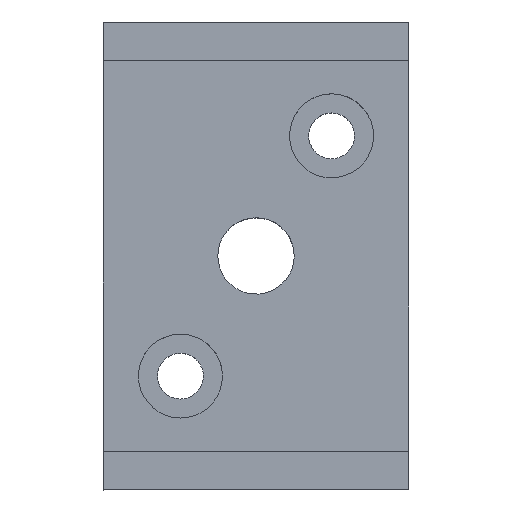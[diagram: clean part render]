
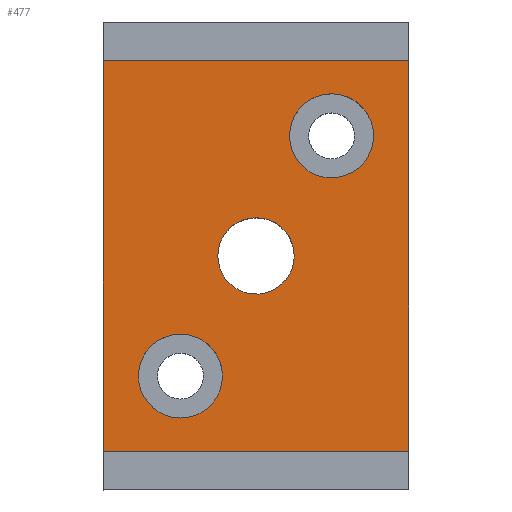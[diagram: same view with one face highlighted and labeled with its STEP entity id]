
A CAD part, top view. The second image highlights one B-rep face of the part: STEP entity #477.
In plain terms, the highlighted planar face has unit normal (0, 0, 1).
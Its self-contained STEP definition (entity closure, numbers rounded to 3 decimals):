
#32=CARTESIAN_POINT('',(1066.913,-443.588,5.676));
#33=VERTEX_POINT('',#32);
#34=CARTESIAN_POINT('',(1106.913,-443.583,5.676));
#35=VERTEX_POINT('',#34);
#36=CARTESIAN_POINT('',(1066.913,-443.588,5.676));
#37=DIRECTION('',(1.,0.,0.));
#38=VECTOR('',#37,40.);
#39=LINE('',#36,#38);
#40=EDGE_CURVE('',#33,#35,#39,.T.);
#97=CARTESIAN_POINT('',(1066.906,-392.438,5.676));
#98=VERTEX_POINT('',#97);
#99=CARTESIAN_POINT('',(1066.906,-392.438,5.676));
#100=DIRECTION('',(0.,-1.,-0.));
#101=VECTOR('',#100,51.15);
#102=LINE('',#99,#101);
#103=EDGE_CURVE('',#98,#33,#102,.T.);
#190=CARTESIAN_POINT('',(1106.906,-392.433,5.676));
#191=VERTEX_POINT('',#190);
#198=CARTESIAN_POINT('',(1106.913,-443.583,5.676));
#199=DIRECTION('',(0.,1.,0.));
#200=VECTOR('',#199,51.15);
#201=LINE('',#198,#200);
#202=EDGE_CURVE('',#35,#191,#201,.T.);
#291=CARTESIAN_POINT('',(1106.906,-392.433,5.676));
#292=DIRECTION('',(-1.,0.,-0.));
#293=VECTOR('',#292,40.);
#294=LINE('',#291,#293);
#295=EDGE_CURVE('',#191,#98,#294,.T.);
#392=CARTESIAN_POINT('',(1081.91,-417.958,5.676));
#393=VERTEX_POINT('',#392);
#403=CARTESIAN_POINT('',(1091.91,-418.011,5.676));
#404=VERTEX_POINT('',#403);
#405=CARTESIAN_POINT('',(1086.91,-418.011,5.676));
#406=DIRECTION('',(-0.,-0.,1.));
#407=DIRECTION('',(1.,0.,0.));
#408=AXIS2_PLACEMENT_3D('',#405,#406,#407);
#409=CIRCLE('',#408,5.);
#410=EDGE_CURVE('',#393,#404,#409,.T.);
#412=CARTESIAN_POINT('',(1086.91,-418.011,5.676));
#413=DIRECTION('',(-0.,-0.,1.));
#414=DIRECTION('',(1.,0.,0.));
#415=AXIS2_PLACEMENT_3D('',#412,#413,#414);
#416=CIRCLE('',#415,5.);
#417=EDGE_CURVE('',#404,#393,#416,.T.);
#422=CARTESIAN_POINT('',(1776.399,-409.729,5.676));
#423=DIRECTION('',(-0.,-0.,1.));
#424=DIRECTION('',(1.,-0.01,0.));
#425=AXIS2_PLACEMENT_3D('',#422,#423,#424);
#426=PLANE('',#425);
#427=CARTESIAN_POINT('',(1102.302,-402.34,5.676));
#428=VERTEX_POINT('',#427);
#429=CARTESIAN_POINT('',(1102.302,-402.283,5.676));
#430=VERTEX_POINT('',#429);
#431=CARTESIAN_POINT('',(1096.802,-402.283,5.676));
#432=DIRECTION('',(-0.,-0.,1.));
#433=DIRECTION('',(1.,0.,0.));
#434=AXIS2_PLACEMENT_3D('',#431,#432,#433);
#435=CIRCLE('',#434,5.5);
#436=EDGE_CURVE('',#428,#430,#435,.T.);
#437=ORIENTED_EDGE('',*,*,#436,.F.);
#438=CARTESIAN_POINT('',(1096.802,-402.283,5.676));
#439=DIRECTION('',(-0.,-0.,1.));
#440=DIRECTION('',(1.,0.,0.));
#441=AXIS2_PLACEMENT_3D('',#438,#439,#440);
#442=CIRCLE('',#441,5.5);
#443=EDGE_CURVE('',#430,#428,#442,.T.);
#444=ORIENTED_EDGE('',*,*,#443,.F.);
#445=EDGE_LOOP('',(#437,#444));
#446=FACE_BOUND('',#445,.T.);
#447=CARTESIAN_POINT('',(1082.517,-433.796,5.676));
#448=VERTEX_POINT('',#447);
#449=CARTESIAN_POINT('',(1082.517,-433.739,5.676));
#450=VERTEX_POINT('',#449);
#451=CARTESIAN_POINT('',(1077.017,-433.739,5.676));
#452=DIRECTION('',(-0.,-0.,1.));
#453=DIRECTION('',(1.,0.,0.));
#454=AXIS2_PLACEMENT_3D('',#451,#452,#453);
#455=CIRCLE('',#454,5.5);
#456=EDGE_CURVE('',#448,#450,#455,.T.);
#457=ORIENTED_EDGE('',*,*,#456,.F.);
#458=CARTESIAN_POINT('',(1077.017,-433.739,5.676));
#459=DIRECTION('',(-0.,-0.,1.));
#460=DIRECTION('',(1.,0.,0.));
#461=AXIS2_PLACEMENT_3D('',#458,#459,#460);
#462=CIRCLE('',#461,5.5);
#463=EDGE_CURVE('',#450,#448,#462,.T.);
#464=ORIENTED_EDGE('',*,*,#463,.F.);
#465=EDGE_LOOP('',(#457,#464));
#466=FACE_BOUND('',#465,.T.);
#467=ORIENTED_EDGE('',*,*,#410,.F.);
#468=ORIENTED_EDGE('',*,*,#417,.F.);
#469=EDGE_LOOP('',(#467,#468));
#470=FACE_BOUND('',#469,.T.);
#471=ORIENTED_EDGE('',*,*,#40,.T.);
#472=ORIENTED_EDGE('',*,*,#202,.T.);
#473=ORIENTED_EDGE('',*,*,#295,.T.);
#474=ORIENTED_EDGE('',*,*,#103,.T.);
#475=EDGE_LOOP('',(#471,#472,#473,#474));
#476=FACE_BOUND('',#475,.T.);
#477=ADVANCED_FACE('',(#446,#466,#470,#476),#426,.T.);
